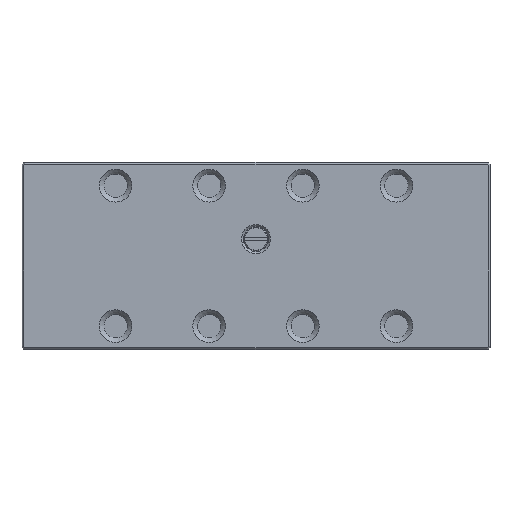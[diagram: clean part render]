
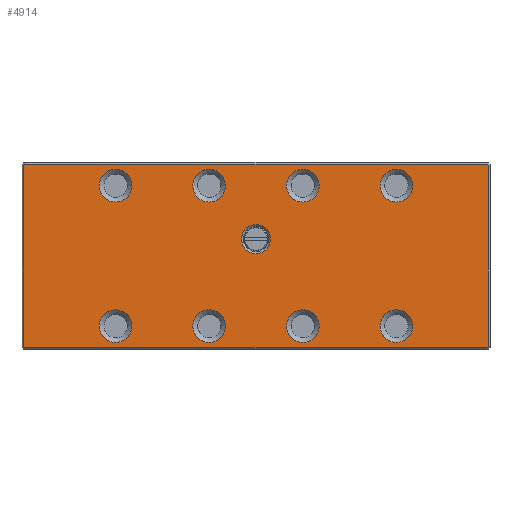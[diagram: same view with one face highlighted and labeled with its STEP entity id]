
A CAD part, top view. The second image highlights one B-rep face of the part: STEP entity #4914.
In plain terms, the highlighted planar face has unit normal (0, 0, 1).
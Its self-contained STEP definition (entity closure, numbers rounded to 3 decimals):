
#4286=FACE_BOUND('',#8797,.T.);
#4287=FACE_BOUND('',#8798,.T.);
#4288=FACE_BOUND('',#8799,.T.);
#4289=FACE_BOUND('',#8800,.T.);
#4290=FACE_BOUND('',#8801,.T.);
#4291=FACE_BOUND('',#8802,.T.);
#4292=FACE_BOUND('',#8803,.T.);
#4293=FACE_BOUND('',#8804,.T.);
#4294=FACE_BOUND('',#8805,.T.);
#4295=FACE_BOUND('',#8806,.T.);
#4914=ADVANCED_FACE('',(#4286,#4287,#4288,#4289,#4290,#4291,#4292,#4293,
#4294,#4295),#6278,.F.);
#6278=PLANE('',#30852);
#8797=EDGE_LOOP('',(#11179));
#8798=EDGE_LOOP('',(#11180));
#8799=EDGE_LOOP('',(#11181));
#8800=EDGE_LOOP('',(#11182));
#8801=EDGE_LOOP('',(#11183));
#8802=EDGE_LOOP('',(#11184));
#8803=EDGE_LOOP('',(#11185));
#8804=EDGE_LOOP('',(#11186));
#8805=EDGE_LOOP('',(#11187));
#8806=EDGE_LOOP('',(#11188,#11189,#11190,#11191,#11192,#11193,#11194,#11195));
#10131=CIRCLE('',#30843,1.55);
#10132=CIRCLE('',#30844,1.75);
#10133=CIRCLE('',#30845,1.75);
#10134=CIRCLE('',#30846,1.75);
#10135=CIRCLE('',#30847,1.75);
#10136=CIRCLE('',#30848,1.75);
#10137=CIRCLE('',#30849,1.75);
#10138=CIRCLE('',#30850,1.75);
#10139=CIRCLE('',#30851,1.75);
#11179=ORIENTED_EDGE('',*,*,#21218,.T.);
#11180=ORIENTED_EDGE('',*,*,#21219,.T.);
#11181=ORIENTED_EDGE('',*,*,#21220,.T.);
#11182=ORIENTED_EDGE('',*,*,#21221,.T.);
#11183=ORIENTED_EDGE('',*,*,#21222,.T.);
#11184=ORIENTED_EDGE('',*,*,#21223,.T.);
#11185=ORIENTED_EDGE('',*,*,#21224,.T.);
#11186=ORIENTED_EDGE('',*,*,#21225,.T.);
#11187=ORIENTED_EDGE('',*,*,#21226,.T.);
#11188=ORIENTED_EDGE('',*,*,#21227,.T.);
#11189=ORIENTED_EDGE('',*,*,#21228,.T.);
#11190=ORIENTED_EDGE('',*,*,#21229,.T.);
#11191=ORIENTED_EDGE('',*,*,#21230,.T.);
#11192=ORIENTED_EDGE('',*,*,#21231,.T.);
#11193=ORIENTED_EDGE('',*,*,#21232,.T.);
#11194=ORIENTED_EDGE('',*,*,#21233,.T.);
#11195=ORIENTED_EDGE('',*,*,#21234,.T.);
#18663=VERTEX_POINT('',#40311);
#18664=VERTEX_POINT('',#40313);
#18665=VERTEX_POINT('',#40315);
#18666=VERTEX_POINT('',#40317);
#18667=VERTEX_POINT('',#40319);
#18668=VERTEX_POINT('',#40321);
#18669=VERTEX_POINT('',#40323);
#18670=VERTEX_POINT('',#40325);
#18671=VERTEX_POINT('',#40327);
#18672=VERTEX_POINT('',#40329);
#18673=VERTEX_POINT('',#40330);
#18674=VERTEX_POINT('',#40332);
#18675=VERTEX_POINT('',#40334);
#18676=VERTEX_POINT('',#40336);
#18677=VERTEX_POINT('',#40338);
#18678=VERTEX_POINT('',#40340);
#18679=VERTEX_POINT('',#40342);
#21218=EDGE_CURVE('',#18663,#18663,#10131,.T.);
#21219=EDGE_CURVE('',#18664,#18664,#10132,.T.);
#21220=EDGE_CURVE('',#18665,#18665,#10133,.T.);
#21221=EDGE_CURVE('',#18666,#18666,#10134,.T.);
#21222=EDGE_CURVE('',#18667,#18667,#10135,.T.);
#21223=EDGE_CURVE('',#18668,#18668,#10136,.T.);
#21224=EDGE_CURVE('',#18669,#18669,#10137,.T.);
#21225=EDGE_CURVE('',#18670,#18670,#10138,.T.);
#21226=EDGE_CURVE('',#18671,#18671,#10139,.T.);
#21227=EDGE_CURVE('',#18672,#18673,#24825,.T.);
#21228=EDGE_CURVE('',#18673,#18674,#24826,.T.);
#21229=EDGE_CURVE('',#18674,#18675,#24827,.T.);
#21230=EDGE_CURVE('',#18675,#18676,#24828,.T.);
#21231=EDGE_CURVE('',#18676,#18677,#24829,.T.);
#21232=EDGE_CURVE('',#18677,#18678,#24830,.T.);
#21233=EDGE_CURVE('',#18678,#18679,#24831,.T.);
#21234=EDGE_CURVE('',#18679,#18672,#24832,.T.);
#24825=LINE('',#40328,#28141);
#24826=LINE('',#40331,#28142);
#24827=LINE('',#40333,#28143);
#24828=LINE('',#40335,#28144);
#24829=LINE('',#40337,#28145);
#24830=LINE('',#40339,#28146);
#24831=LINE('',#40341,#28147);
#24832=LINE('',#40343,#28148);
#28141=VECTOR('',#33033,1.);
#28142=VECTOR('',#33034,1.);
#28143=VECTOR('',#33035,1.);
#28144=VECTOR('',#33036,1.);
#28145=VECTOR('',#33037,1.);
#28146=VECTOR('',#33038,1.);
#28147=VECTOR('',#33039,1.);
#28148=VECTOR('',#33040,1.);
#30843=AXIS2_PLACEMENT_3D('',#40310,#33015,#33016);
#30844=AXIS2_PLACEMENT_3D('',#40312,#33017,#33018);
#30845=AXIS2_PLACEMENT_3D('',#40314,#33019,#33020);
#30846=AXIS2_PLACEMENT_3D('',#40316,#33021,#33022);
#30847=AXIS2_PLACEMENT_3D('',#40318,#33023,#33024);
#30848=AXIS2_PLACEMENT_3D('',#40320,#33025,#33026);
#30849=AXIS2_PLACEMENT_3D('',#40322,#33027,#33028);
#30850=AXIS2_PLACEMENT_3D('',#40324,#33029,#33030);
#30851=AXIS2_PLACEMENT_3D('',#40326,#33031,#33032);
#30852=AXIS2_PLACEMENT_3D('',#40344,#33041,#33042);
#33015=DIRECTION('',(0.,0.,-1.));
#33016=DIRECTION('',(0.,1.,0.));
#33017=DIRECTION('',(0.,0.,-1.));
#33018=DIRECTION('',(0.,1.,0.));
#33019=DIRECTION('',(0.,0.,-1.));
#33020=DIRECTION('',(0.,1.,0.));
#33021=DIRECTION('',(0.,0.,-1.));
#33022=DIRECTION('',(0.,1.,0.));
#33023=DIRECTION('',(0.,0.,-1.));
#33024=DIRECTION('',(0.,1.,0.));
#33025=DIRECTION('',(0.,0.,-1.));
#33026=DIRECTION('',(0.,1.,0.));
#33027=DIRECTION('',(0.,0.,-1.));
#33028=DIRECTION('',(0.,1.,0.));
#33029=DIRECTION('',(0.,0.,-1.));
#33030=DIRECTION('',(0.,1.,0.));
#33031=DIRECTION('',(0.,0.,-1.));
#33032=DIRECTION('',(0.,1.,0.));
#33033=DIRECTION('',(-0.577,-0.816,0.));
#33034=DIRECTION('',(0.,-1.,0.));
#33035=DIRECTION('',(0.577,-0.816,0.));
#33036=DIRECTION('',(1.,0.,0.));
#33037=DIRECTION('',(0.577,0.816,0.));
#33038=DIRECTION('',(0.,1.,0.));
#33039=DIRECTION('',(-0.577,0.816,0.));
#33040=DIRECTION('',(-1.,0.,0.));
#33041=DIRECTION('',(0.,0.,-1.));
#33042=DIRECTION('',(0.,-1.,0.));
#40310=CARTESIAN_POINT('',(0.,1.8,10.));
#40311=CARTESIAN_POINT('',(0.,3.35,10.));
#40312=CARTESIAN_POINT('',(15.,7.5,10.));
#40313=CARTESIAN_POINT('',(15.,9.25,10.));
#40314=CARTESIAN_POINT('',(5.,7.5,10.));
#40315=CARTESIAN_POINT('',(5.,9.25,10.));
#40316=CARTESIAN_POINT('',(-5.,7.5,10.));
#40317=CARTESIAN_POINT('',(-5.,9.25,10.));
#40318=CARTESIAN_POINT('',(15.,-7.5,10.));
#40319=CARTESIAN_POINT('',(15.,-5.75,10.));
#40320=CARTESIAN_POINT('',(5.,-7.5,10.));
#40321=CARTESIAN_POINT('',(5.,-5.75,10.));
#40322=CARTESIAN_POINT('',(-5.,-7.5,10.));
#40323=CARTESIAN_POINT('',(-5.,-5.75,10.));
#40324=CARTESIAN_POINT('',(-15.,7.5,10.));
#40325=CARTESIAN_POINT('',(-15.,9.25,10.));
#40326=CARTESIAN_POINT('',(-15.,-7.5,10.));
#40327=CARTESIAN_POINT('',(-15.,-5.75,10.));
#40328=CARTESIAN_POINT('',(-24.853,9.584,10.));
#40329=CARTESIAN_POINT('',(-24.7,9.8,10.));
#40330=CARTESIAN_POINT('',(-24.8,9.659,10.));
#40331=CARTESIAN_POINT('',(-24.8,10.,10.));
#40332=CARTESIAN_POINT('',(-24.8,-9.659,10.));
#40333=CARTESIAN_POINT('',(-24.853,-9.584,10.));
#40334=CARTESIAN_POINT('',(-24.7,-9.8,10.));
#40335=CARTESIAN_POINT('',(25.,-9.8,10.));
#40336=CARTESIAN_POINT('',(24.7,-9.8,10.));
#40337=CARTESIAN_POINT('',(24.853,-9.584,10.));
#40338=CARTESIAN_POINT('',(24.8,-9.659,10.));
#40339=CARTESIAN_POINT('',(24.8,9.376,10.));
#40340=CARTESIAN_POINT('',(24.8,9.659,10.));
#40341=CARTESIAN_POINT('',(24.853,9.584,10.));
#40342=CARTESIAN_POINT('',(24.7,9.8,10.));
#40343=CARTESIAN_POINT('',(25.,9.8,10.));
#40344=CARTESIAN_POINT('',(25.,10.,10.));
